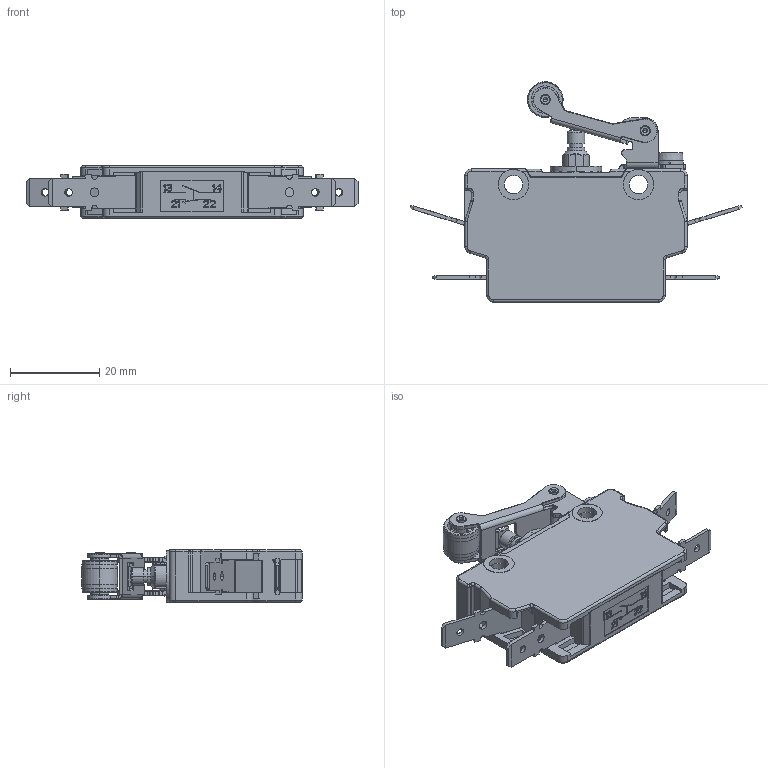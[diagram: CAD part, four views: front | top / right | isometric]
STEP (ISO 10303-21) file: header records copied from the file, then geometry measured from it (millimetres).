
FILE_DESCRIPTION((''),'2;1');
FILE_NAME('83250003','2021-10-04T',('DLAUGT01'),('CROUZET-AUTOMATISMES'),'CREO PARAMETRIC BY PTC INC, 2017170','CREO PARAMETRIC BY PTC INC, 2017170','');
FILE_SCHEMA(('AP203_CONFIGURATION_CONTROLLED_3D_DESIGN_OF_MECHANICAL_PARTS_AND_ASSEMBLIES_MIM_LF { 1 0 10303 403 2 1 2 }'));
Products named in the file (1): 83250003
Bounding box: 74.42 x 49.4 x 11.88 mm (x, y, z)
Volume: 14157.7 mm3; surface area: 11828.3 mm2
Topology: 3 solids, 3 shells, 1914 faces, 5161 edges, 3280 vertices
Faces by surface type: plane 1157, cylinder 531, torus 122, cone 42, bspline 36, sphere 26
Entity records: 80722 total; most frequent: CARTESIAN_POINT 14853, ORIENTED_EDGE 10310, DIRECTION 9941, EDGE_CURVE 5155, VECTOR 3678, LINE 3678, VERTEX_POINT 3280, AXIS2_PLACEMENT_3D 3130
